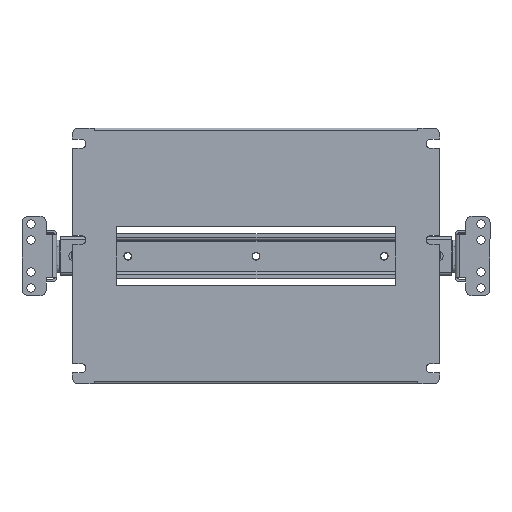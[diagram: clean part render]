
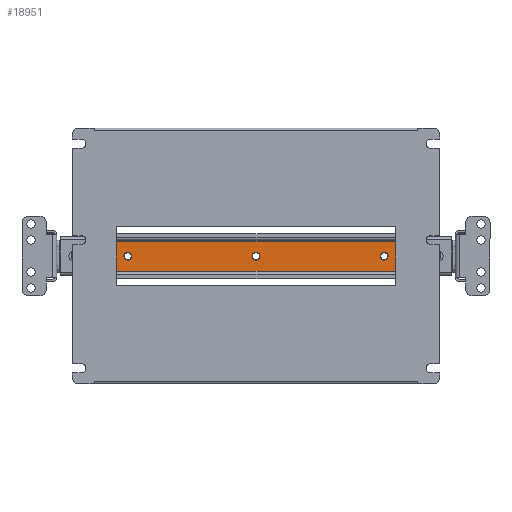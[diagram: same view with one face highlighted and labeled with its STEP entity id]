
A CAD part, top view. The second image highlights one B-rep face of the part: STEP entity #18951.
In plain terms, the highlighted planar face has unit normal (0, 0, 1).
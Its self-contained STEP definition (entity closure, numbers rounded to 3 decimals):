
#62 = AXIS2_PLACEMENT_3D ( 'NONE', #11651, #4116, #17882 ) ;
#296 = LINE ( 'NONE', #10049, #16036 ) ;
#588 = CIRCLE ( 'NONE', #7626, 3.1 ) ;
#1329 = ORIENTED_EDGE ( 'NONE', *, *, #1896, .T. ) ;
#1385 = VERTEX_POINT ( 'NONE', #14139 ) ;
#1442 = DIRECTION ( 'NONE',  ( 0., 0., 1. ) ) ;
#1577 = CARTESIAN_POINT ( 'NONE',  ( -100., 0., -61.3 ) ) ;
#1591 = CARTESIAN_POINT ( 'NONE',  ( 125., -11.7, -61.3 ) ) ;
#1896 = EDGE_CURVE ( 'NONE', #3836, #14436, #19484, .T. ) ;
#2001 = DIRECTION ( 'NONE',  ( 0., 1., 0. ) ) ;
#2221 = CIRCLE ( 'NONE', #62, 3.1 ) ;
#2318 = CIRCLE ( 'NONE', #14880, 3.1 ) ;
#2454 = FACE_BOUND ( 'NONE', #2834, .T. ) ;
#2834 = EDGE_LOOP ( 'NONE', ( #8526, #9763 ) ) ;
#2843 = CARTESIAN_POINT ( 'NONE',  ( 125., -13.5, -61.3 ) ) ;
#2914 = DIRECTION ( 'NONE',  ( 0., -1., 0. ) ) ;
#3106 = VECTOR ( 'NONE', #18934, 1000. ) ;
#3214 = PLANE ( 'NONE',  #19700 ) ;
#3245 = VECTOR ( 'NONE', #18236, 1000. ) ;
#3357 = AXIS2_PLACEMENT_3D ( 'NONE', #7575, #9301, #15096 ) ;
#3431 = AXIS2_PLACEMENT_3D ( 'NONE', #12232, #7737, #6300 ) ;
#3836 = VERTEX_POINT ( 'NONE', #7267 ) ;
#4116 = DIRECTION ( 'NONE',  ( 0., 0., 1. ) ) ;
#4358 = CARTESIAN_POINT ( 'NONE',  ( 100., 3.1, -61.3 ) ) ;
#4716 = ORIENTED_EDGE ( 'NONE', *, *, #15678, .F. ) ;
#4736 = ORIENTED_EDGE ( 'NONE', *, *, #11646, .F. ) ;
#5194 = CARTESIAN_POINT ( 'NONE',  ( 125., -13.5, -61.3 ) ) ;
#6105 = VERTEX_POINT ( 'NONE', #4358 ) ;
#6126 = EDGE_CURVE ( 'NONE', #15470, #6105, #11973, .T. ) ;
#6190 = VERTEX_POINT ( 'NONE', #12494 ) ;
#6300 = DIRECTION ( 'NONE',  ( 0., -1., 0. ) ) ;
#6484 = ORIENTED_EDGE ( 'NONE', *, *, #9895, .F. ) ;
#6486 = ORIENTED_EDGE ( 'NONE', *, *, #18119, .F. ) ;
#7011 = CARTESIAN_POINT ( 'NONE',  ( -100., 3.1, -61.3 ) ) ;
#7267 = CARTESIAN_POINT ( 'NONE',  ( -125., 11.7, -61.3 ) ) ;
#7333 = DIRECTION ( 'NONE',  ( 0., 0., 1. ) ) ;
#7575 = CARTESIAN_POINT ( 'NONE',  ( 0., 0., -61.3 ) ) ;
#7626 = AXIS2_PLACEMENT_3D ( 'NONE', #18744, #12633, #8150 ) ;
#7657 = CARTESIAN_POINT ( 'NONE',  ( -125., -11.7, -61.3 ) ) ;
#7737 = DIRECTION ( 'NONE',  ( 0., 0., 1. ) ) ;
#7833 = CARTESIAN_POINT ( 'NONE',  ( -100., -3.1, -61.3 ) ) ;
#8085 = LINE ( 'NONE', #15883, #3106 ) ;
#8150 = DIRECTION ( 'NONE',  ( 0., -1., 0. ) ) ;
#8526 = ORIENTED_EDGE ( 'NONE', *, *, #6126, .F. ) ;
#8929 = DIRECTION ( 'NONE',  ( 0., -1., 0. ) ) ;
#9301 = DIRECTION ( 'NONE',  ( 0., 0., 1. ) ) ;
#9426 = EDGE_LOOP ( 'NONE', ( #1329, #6484, #6486, #11910 ) ) ;
#9763 = ORIENTED_EDGE ( 'NONE', *, *, #18323, .F. ) ;
#9837 = CIRCLE ( 'NONE', #11642, 3.1 ) ;
#9895 = EDGE_CURVE ( 'NONE', #19660, #14436, #8085, .T. ) ;
#10049 = CARTESIAN_POINT ( 'NONE',  ( 125., 11.7, -61.3 ) ) ;
#10741 = EDGE_LOOP ( 'NONE', ( #4716, #4736 ) ) ;
#10793 = FACE_BOUND ( 'NONE', #10741, .T. ) ;
#11542 = LINE ( 'NONE', #2843, #18522 ) ;
#11642 = AXIS2_PLACEMENT_3D ( 'NONE', #16490, #7333, #8929 ) ;
#11646 = EDGE_CURVE ( 'NONE', #6190, #14052, #15466, .T. ) ;
#11651 = CARTESIAN_POINT ( 'NONE',  ( -100., 0., -61.3 ) ) ;
#11910 = ORIENTED_EDGE ( 'NONE', *, *, #16100, .T. ) ;
#11973 = CIRCLE ( 'NONE', #3431, 3.1 ) ;
#12232 = CARTESIAN_POINT ( 'NONE',  ( 100., 0., -61.3 ) ) ;
#12233 = CARTESIAN_POINT ( 'NONE',  ( 100., -3.1, -61.3 ) ) ;
#12256 = DIRECTION ( 'NONE',  ( 0., -1., 0. ) ) ;
#12494 = CARTESIAN_POINT ( 'NONE',  ( 0., 3.1, -61.3 ) ) ;
#12633 = DIRECTION ( 'NONE',  ( 0., 0., 1. ) ) ;
#14052 = VERTEX_POINT ( 'NONE', #17609 ) ;
#14071 = ORIENTED_EDGE ( 'NONE', *, *, #17641, .F. ) ;
#14139 = CARTESIAN_POINT ( 'NONE',  ( 125., 11.7, -61.3 ) ) ;
#14436 = VERTEX_POINT ( 'NONE', #7657 ) ;
#14854 = FACE_OUTER_BOUND ( 'NONE', #9426, .T. ) ;
#14880 = AXIS2_PLACEMENT_3D ( 'NONE', #1577, #1442, #12256 ) ;
#14969 = VERTEX_POINT ( 'NONE', #7833 ) ;
#15096 = DIRECTION ( 'NONE',  ( 0., -1., 0. ) ) ;
#15351 = FACE_BOUND ( 'NONE', #16055, .T. ) ;
#15466 = CIRCLE ( 'NONE', #3357, 3.1 ) ;
#15470 = VERTEX_POINT ( 'NONE', #12233 ) ;
#15592 = VERTEX_POINT ( 'NONE', #7011 ) ;
#15678 = EDGE_CURVE ( 'NONE', #14052, #6190, #9837, .T. ) ;
#15883 = CARTESIAN_POINT ( 'NONE',  ( 125., -11.7, -61.3 ) ) ;
#16036 = VECTOR ( 'NONE', #17757, 1000. ) ;
#16055 = EDGE_LOOP ( 'NONE', ( #14071, #16240 ) ) ;
#16100 = EDGE_CURVE ( 'NONE', #1385, #3836, #296, .T. ) ;
#16240 = ORIENTED_EDGE ( 'NONE', *, *, #19172, .F. ) ;
#16490 = CARTESIAN_POINT ( 'NONE',  ( 0., 0., -61.3 ) ) ;
#17609 = CARTESIAN_POINT ( 'NONE',  ( 0., -3.1, -61.3 ) ) ;
#17641 = EDGE_CURVE ( 'NONE', #14969, #15592, #2318, .T. ) ;
#17757 = DIRECTION ( 'NONE',  ( -1., 0., 0. ) ) ;
#17882 = DIRECTION ( 'NONE',  ( 0., -1., 0. ) ) ;
#18119 = EDGE_CURVE ( 'NONE', #1385, #19660, #11542, .T. ) ;
#18236 = DIRECTION ( 'NONE',  ( 0., -1., 0. ) ) ;
#18323 = EDGE_CURVE ( 'NONE', #6105, #15470, #588, .T. ) ;
#18522 = VECTOR ( 'NONE', #2914, 1000. ) ;
#18744 = CARTESIAN_POINT ( 'NONE',  ( 100., 0., -61.3 ) ) ;
#18772 = DIRECTION ( 'NONE',  ( 0., 0., -1. ) ) ;
#18934 = DIRECTION ( 'NONE',  ( -1., 0., 0. ) ) ;
#18951 = ADVANCED_FACE ( 'NONE', ( #10793, #15351, #14854, #2454 ), #3214, .F. ) ;
#19172 = EDGE_CURVE ( 'NONE', #15592, #14969, #2221, .T. ) ;
#19484 = LINE ( 'NONE', #19500, #3245 ) ;
#19500 = CARTESIAN_POINT ( 'NONE',  ( -125., -13.5, -61.3 ) ) ;
#19660 = VERTEX_POINT ( 'NONE', #1591 ) ;
#19700 = AXIS2_PLACEMENT_3D ( 'NONE', #5194, #18772, #2001 ) ;
